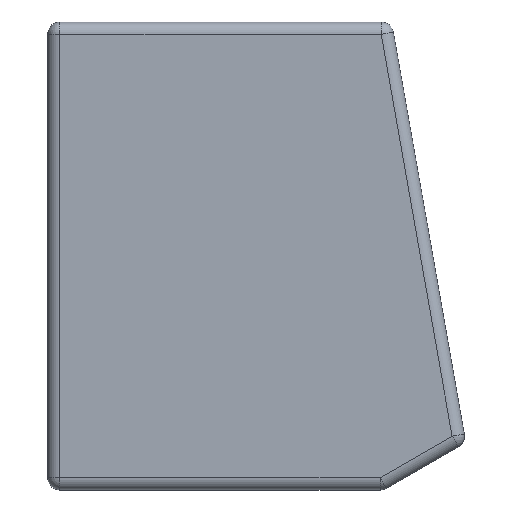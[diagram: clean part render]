
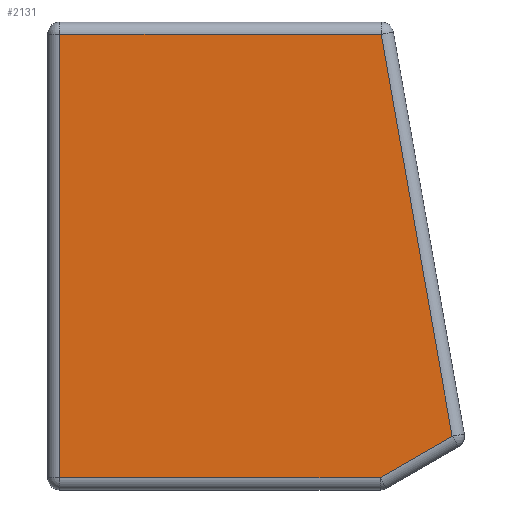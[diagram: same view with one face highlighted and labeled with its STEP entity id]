
A CAD part, left-side view. The second image highlights one B-rep face of the part: STEP entity #2131.
In plain terms, the highlighted planar face has unit normal (-1, 0, 0).
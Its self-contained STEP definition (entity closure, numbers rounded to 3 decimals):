
#117=LINE('',#3311,#360);
#119=LINE('',#3314,#362);
#130=LINE('',#3339,#373);
#132=LINE('',#3342,#375);
#135=LINE('',#3347,#378);
#360=VECTOR('',#2655,10.);
#362=VECTOR('',#2659,10.);
#373=VECTOR('',#2692,10.);
#375=VECTOR('',#2696,10.);
#378=VECTOR('',#2703,10.);
#626=FACE_OUTER_BOUND('',#758,.T.);
#758=EDGE_LOOP('',(#1653,#1654,#1655,#1656,#1657));
#944=VERTEX_POINT('',#3252);
#946=VERTEX_POINT('',#3258);
#951=VERTEX_POINT('',#3275);
#953=VERTEX_POINT('',#3281);
#962=VERTEX_POINT('',#3306);
#1191=EDGE_CURVE('',#951,#962,#117,.T.);
#1193=EDGE_CURVE('',#962,#953,#119,.T.);
#1207=EDGE_CURVE('',#953,#946,#130,.T.);
#1209=EDGE_CURVE('',#944,#951,#132,.T.);
#1212=EDGE_CURVE('',#946,#944,#135,.T.);
#1653=ORIENTED_EDGE('',*,*,#1191,.F.);
#1654=ORIENTED_EDGE('',*,*,#1209,.F.);
#1655=ORIENTED_EDGE('',*,*,#1212,.F.);
#1656=ORIENTED_EDGE('',*,*,#1207,.F.);
#1657=ORIENTED_EDGE('',*,*,#1193,.F.);
#2014=PLANE('',#2316);
#2131=ADVANCED_FACE('',(#626),#2014,.T.);
#2316=AXIS2_PLACEMENT_3D('',#3366,#2720,#2721);
#2655=DIRECTION('',(0.,0.,1.));
#2659=DIRECTION('',(0.,-1.,0.));
#2692=DIRECTION('',(0.,-0.174,-0.985));
#2696=DIRECTION('',(0.,1.,0.));
#2703=DIRECTION('',(0.,0.866,-0.5));
#2720=DIRECTION('center_axis',(-1.,0.,0.));
#2721=DIRECTION('ref_axis',(0.,-1.,0.));
#3252=CARTESIAN_POINT('',(-15.,-11.992,1.));
#3258=CARTESIAN_POINT('',(-15.,-17.843,4.378));
#3275=CARTESIAN_POINT('',(-15.,14.,1.));
#3281=CARTESIAN_POINT('',(-15.,-12.091,37.));
#3306=CARTESIAN_POINT('',(-15.,14.,37.));
#3311=CARTESIAN_POINT('',(-15.,14.,0.));
#3314=CARTESIAN_POINT('',(-15.,6.25,37.));
#3339=CARTESIAN_POINT('',(-15.,-14.774,21.787));
#3342=CARTESIAN_POINT('',(-15.,6.25,1.));
#3347=CARTESIAN_POINT('',(-15.,-4.882,-3.105));
#3366=CARTESIAN_POINT('Origin',(-15.,15.,0.));
